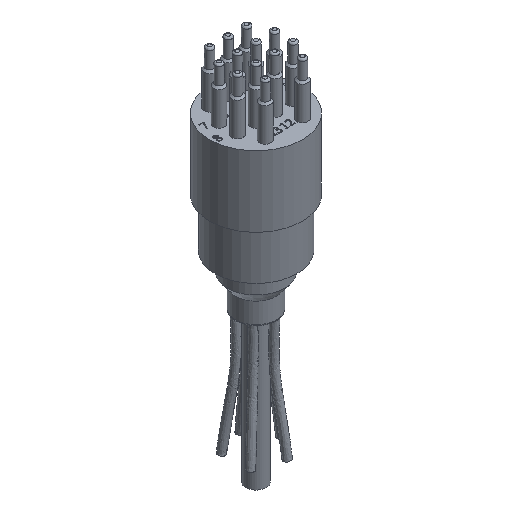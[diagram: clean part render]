
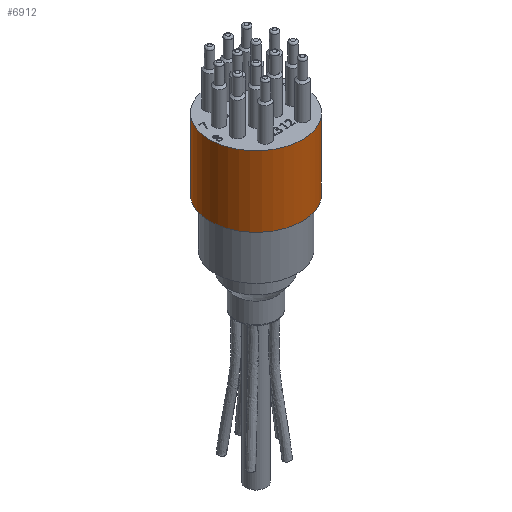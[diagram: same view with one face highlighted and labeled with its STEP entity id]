
A CAD part, isometric view. The second image highlights one B-rep face of the part: STEP entity #6912.
In plain terms, the highlighted cylindrical face has radius 12.5 mm (diameter 25 mm), a full revolution.
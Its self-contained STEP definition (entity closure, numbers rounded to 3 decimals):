
#81=CYLINDRICAL_SURFACE($,#7222,12.5);
#97=CIRCLE($,#7073,12.5);
#177=CIRCLE($,#7223,12.5);
#269=FACE_BOUND($,#1270,.T.);
#808=FACE_OUTER_BOUND($,#1269,.T.);
#1269=EDGE_LOOP($,(#5995));
#1270=EDGE_LOOP($,(#5996));
#3159=VERTEX_POINT($,#11952);
#3234=VERTEX_POINT($,#13007);
#4059=EDGE_CURVE($,#3159,#3159,#97,.T.);
#4157=EDGE_CURVE($,#3234,#3234,#177,.T.);
#5995=ORIENTED_EDGE($,*,*,#4157,.T.);
#5996=ORIENTED_EDGE($,*,*,#4059,.T.);
#6912=ADVANCED_FACE($,(#808,#269),#81,.T.);
#7073=AXIS2_PLACEMENT_3D($,#11953,#8051,#8052);
#7222=AXIS2_PLACEMENT_3D($,#13006,#8349,#8350);
#7223=AXIS2_PLACEMENT_3D($,#13008,#8351,#8352);
#8051=DIRECTION('center_axis',(0.,0.,-1.));
#8052=DIRECTION('ref_axis',(-1.,0.,0.));
#8349=DIRECTION('center_axis',(0.,0.,-1.));
#8350=DIRECTION('ref_axis',(-1.,0.,0.));
#8351=DIRECTION('center_axis',(0.,0.,1.));
#8352=DIRECTION('ref_axis',(-1.,0.,0.));
#11952=CARTESIAN_POINT('',(12.5,0.,14.));
#11953=CARTESIAN_POINT('Origin',(0.,0.,14.));
#13006=CARTESIAN_POINT('Origin',(0.,0.,14.));
#13007=CARTESIAN_POINT('',(12.5,0.,-5.));
#13008=CARTESIAN_POINT('Origin',(0.,0.,-5.));
